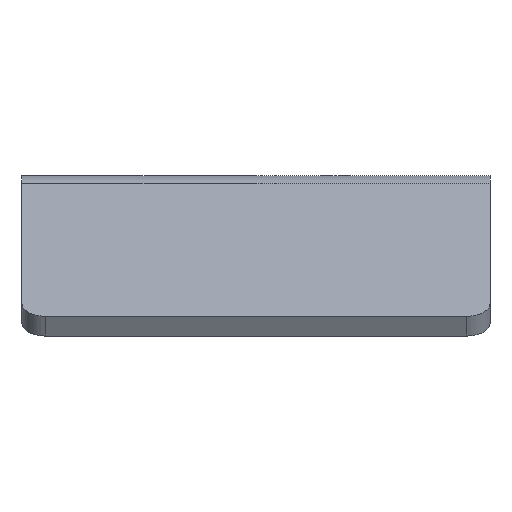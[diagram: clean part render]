
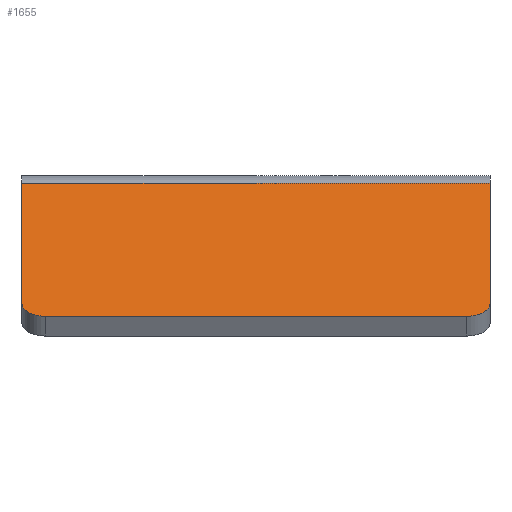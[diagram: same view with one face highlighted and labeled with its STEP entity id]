
A CAD part, front view. The second image highlights one B-rep face of the part: STEP entity #1655.
In plain terms, the highlighted planar face has unit normal (0, -0.538, 0.843).
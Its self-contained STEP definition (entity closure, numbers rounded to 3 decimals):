
#55=DIRECTION('',(0.,-0.843,-0.538));
#56=VECTOR('',#55,47.839);
#57=CARTESIAN_POINT('',(-40.,-267.961,18.181));
#58=LINE('',#57,#56);
#534=DIRECTION('',(0.,-0.843,-0.538));
#535=VECTOR('',#534,47.839);
#536=CARTESIAN_POINT('',(60.,-267.961,18.181));
#537=LINE('',#536,#535);
#603=DIRECTION('',(1.,0.,0.));
#604=VECTOR('',#603,90.);
#605=CARTESIAN_POINT('',(-35.,-312.5,-10.248));
#606=LINE('',#605,#604);
#611=DIRECTION('',(1.,0.,0.));
#612=VECTOR('',#611,100.);
#613=CARTESIAN_POINT('',(-40.,-267.961,18.181));
#614=LINE('',#613,#612);
#615=CARTESIAN_POINT('',(55.,-308.285,-7.558));
#616=DIRECTION('',(0.,-0.538,0.843));
#617=DIRECTION('',(0.,-0.843,-0.538));
#618=AXIS2_PLACEMENT_3D('',#615,#616,#617);
#620=CARTESIAN_POINT('',(-35.,-308.285,-7.558));
#621=DIRECTION('',(0.,-0.538,0.843));
#622=DIRECTION('',(-1.,0.,0.));
#623=AXIS2_PLACEMENT_3D('',#620,#621,#622);
#665=CARTESIAN_POINT('',(-40.,-308.285,-7.558));
#666=CARTESIAN_POINT('',(-35.,-312.5,-10.248));
#667=VERTEX_POINT('',#665);
#668=VERTEX_POINT('',#666);
#713=CARTESIAN_POINT('',(-40.,-267.961,18.181));
#714=CARTESIAN_POINT('',(60.,-267.961,18.181));
#715=VERTEX_POINT('',#713);
#716=VERTEX_POINT('',#714);
#789=CARTESIAN_POINT('',(55.,-312.5,-10.248));
#790=VERTEX_POINT('',#789);
#791=CARTESIAN_POINT('',(60.,-308.285,-7.558));
#792=VERTEX_POINT('',#791);
#1641=CARTESIAN_POINT('',(-40.,-265.5,19.752));
#1642=DIRECTION('',(0.,-0.538,0.843));
#1643=DIRECTION('',(0.,-0.843,-0.538));
#1644=AXIS2_PLACEMENT_3D('',#1641,#1642,#1643);
#1645=PLANE('',#1644);
#1647=ORIENTED_EDGE('',*,*,#1646,.T.);
#1648=ORIENTED_EDGE('',*,*,#1512,.T.);
#1649=ORIENTED_EDGE('',*,*,#1608,.F.);
#1650=ORIENTED_EDGE('',*,*,#1621,.F.);
#1651=ORIENTED_EDGE('',*,*,#1633,.F.);
#1652=ORIENTED_EDGE('',*,*,#915,.F.);
#1653=EDGE_LOOP('',(#1647,#1648,#1649,#1650,#1651,#1652));
#1654=FACE_OUTER_BOUND('',#1653,.F.);
#1655=ADVANCED_FACE('',(#1654),#1645,.T.);
#619=CIRCLE('',#618,5.);
#624=CIRCLE('',#623,5.);
#915=EDGE_CURVE('',#715,#667,#58,.T.);
#1512=EDGE_CURVE('',#716,#792,#537,.T.);
#1608=EDGE_CURVE('',#790,#792,#619,.T.);
#1621=EDGE_CURVE('',#668,#790,#606,.T.);
#1633=EDGE_CURVE('',#667,#668,#624,.T.);
#1646=EDGE_CURVE('',#715,#716,#614,.T.);
